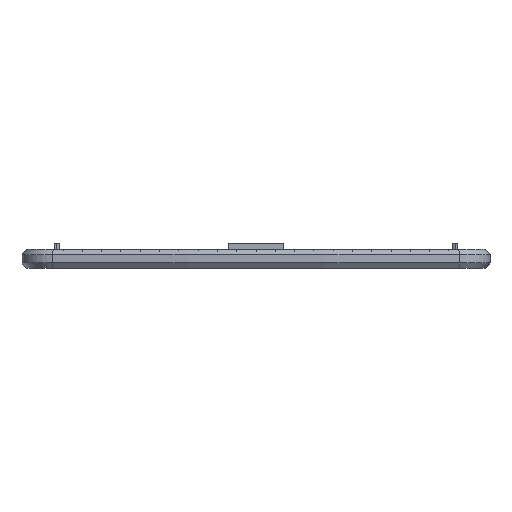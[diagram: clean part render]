
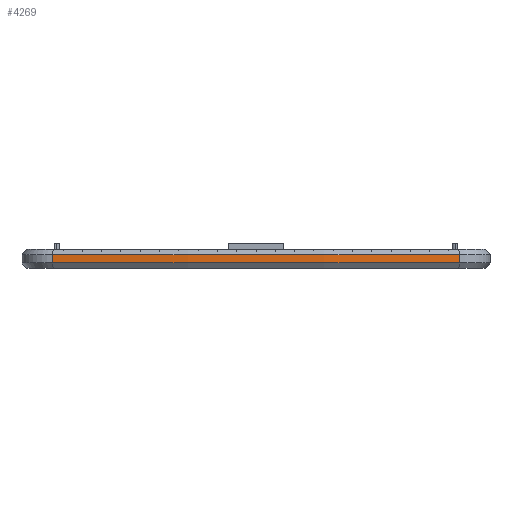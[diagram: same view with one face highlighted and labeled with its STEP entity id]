
A CAD part, left-side view. The second image highlights one B-rep face of the part: STEP entity #4269.
In plain terms, the highlighted cylindrical face has radius 301.3 mm (diameter 602.6 mm), a partial arc.
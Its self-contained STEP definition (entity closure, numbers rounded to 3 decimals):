
#4027=CARTESIAN_POINT('',(-0.355,132.303,-2.5));
#4028=VERTEX_POINT('',#4027);
#4051=CARTESIAN_POINT('',(-0.355,132.303,-1.0));
#4052=VERTEX_POINT('',#4051);
#4093=CARTESIAN_POINT('',(-0.355,58.765,-2.5));
#4094=VERTEX_POINT('',#4093);
#4101=CARTESIAN_POINT('',(298.693,95.534,-2.5));
#4102=DIRECTION('',(0.0,0.0,1.0));
#4103=DIRECTION('',(1.0,0.0,0.0));
#4104=AXIS2_PLACEMENT_3D('',#4101,#4102,#4103);
#4105=CIRCLE('',#4104,301.3);
#4106=EDGE_CURVE('',#4028,#4094,#4105,.T.);
#4117=CARTESIAN_POINT('',(-0.355,58.765,-1.0));
#4118=VERTEX_POINT('',#4117);
#4119=CARTESIAN_POINT('',(298.693,95.534,-1.));
#4120=DIRECTION('',(0.0,0.0,-1.0));
#4121=DIRECTION('',(1.0,0.0,0.0));
#4122=AXIS2_PLACEMENT_3D('',#4119,#4120,#4121);
#4123=CIRCLE('',#4122,301.3);
#4124=EDGE_CURVE('',#4118,#4052,#4123,.T.);
#4220=CARTESIAN_POINT('',(-0.355,58.765,-1.0));
#4221=DIRECTION('',(0.0,0.0,-1.0));
#4222=VECTOR('',#4221,1.5);
#4223=LINE('',#4220,#4222);
#4224=EDGE_CURVE('',#4118,#4094,#4223,.T.);
#4253=CARTESIAN_POINT('',(298.693,95.534,0.0));
#4254=DIRECTION('',(0.0,0.0,-1.0));
#4255=DIRECTION('',(1.0,0.0,0.0));
#4256=AXIS2_PLACEMENT_3D('',#4253,#4254,#4255);
#4257=CYLINDRICAL_SURFACE('',#4256,301.3);
#4258=ORIENTED_EDGE('',*,*,#4124,.T.);
#4259=CARTESIAN_POINT('',(-0.355,132.303,-1.0));
#4260=DIRECTION('',(0.0,0.0,-1.0));
#4261=VECTOR('',#4260,1.5);
#4262=LINE('',#4259,#4261);
#4263=EDGE_CURVE('',#4052,#4028,#4262,.T.);
#4264=ORIENTED_EDGE('',*,*,#4263,.T.);
#4265=ORIENTED_EDGE('',*,*,#4106,.T.);
#4266=ORIENTED_EDGE('',*,*,#4224,.F.);
#4267=EDGE_LOOP('',(#4258,#4264,#4265,#4266));
#4268=FACE_OUTER_BOUND('',#4267,.T.);
#4269=ADVANCED_FACE('',(#4268),#4257,.T.);
